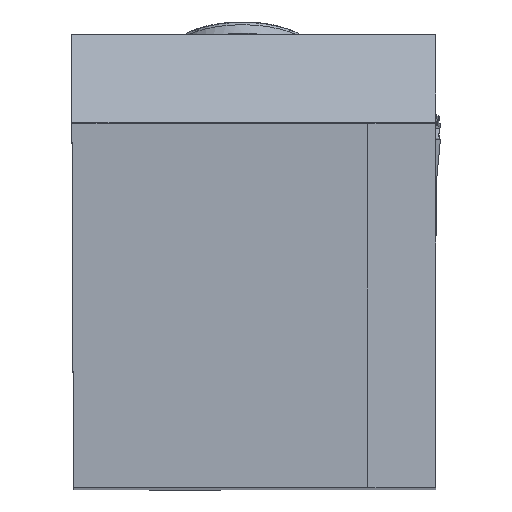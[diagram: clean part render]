
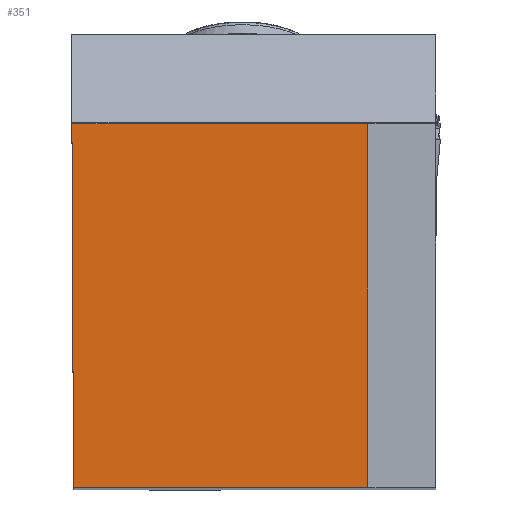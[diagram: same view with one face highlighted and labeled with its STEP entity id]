
A CAD part, top view. The second image highlights one B-rep face of the part: STEP entity #351.
In plain terms, the highlighted planar face has unit normal (0, 0, 1).
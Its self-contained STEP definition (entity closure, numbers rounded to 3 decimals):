
#351=ADVANCED_FACE('BLANK_BOXF006',(#520),#464,.T.);
#464=PLANE('',#2375);
#520=FACE_OUTER_BOUND('',#634,.T.);
#634=EDGE_LOOP('',(#832,#833,#834,#835));
#832=ORIENTED_EDGE('',*,*,#1654,.T.);
#833=ORIENTED_EDGE('',*,*,#1646,.T.);
#834=ORIENTED_EDGE('',*,*,#1634,.F.);
#835=ORIENTED_EDGE('',*,*,#1655,.F.);
#1419=VERTEX_POINT('',#3212);
#1420=VERTEX_POINT('',#3213);
#1426=VERTEX_POINT('',#3234);
#1429=VERTEX_POINT('',#3248);
#1634=EDGE_CURVE('',#1419,#1420,#1933,.T.);
#1646=EDGE_CURVE('',#1426,#1420,#1943,.T.);
#1654=EDGE_CURVE('',#1429,#1426,#1951,.T.);
#1655=EDGE_CURVE('',#1429,#1419,#1952,.T.);
#1933=LINE('',#3211,#2107);
#1943=LINE('',#3233,#2117);
#1951=LINE('',#3247,#2125);
#1952=LINE('',#3249,#2126);
#2107=VECTOR('',#2592,1.);
#2117=VECTOR('',#2612,1.);
#2125=VECTOR('',#2626,1.);
#2126=VECTOR('',#2627,1.);
#2375=AXIS2_PLACEMENT_3D('',#3250,#2628,#2629);
#2592=DIRECTION('',(-1.,0.,0.));
#2612=DIRECTION('',(0.004,-1.,0.));
#2626=DIRECTION('',(-1.,0.,0.));
#2627=DIRECTION('',(0.,-1.,0.));
#2628=DIRECTION('',(0.,0.,1.));
#2629=DIRECTION('',(-1.,0.,0.));
#3211=CARTESIAN_POINT('',(-22.,0.,0.));
#3212=CARTESIAN_POINT('',(12.951,0.,0.));
#3213=CARTESIAN_POINT('',(0.069,0.,0.));
#3233=CARTESIAN_POINT('',(-0.022,21.021,0.));
#3234=CARTESIAN_POINT('',(0.,15.925,0.));
#3247=CARTESIAN_POINT('',(-22.,15.925,0.));
#3248=CARTESIAN_POINT('',(12.951,15.925,0.));
#3249=CARTESIAN_POINT('',(12.951,0.,0.));
#3250=CARTESIAN_POINT('',(-22.,20.925,0.));
